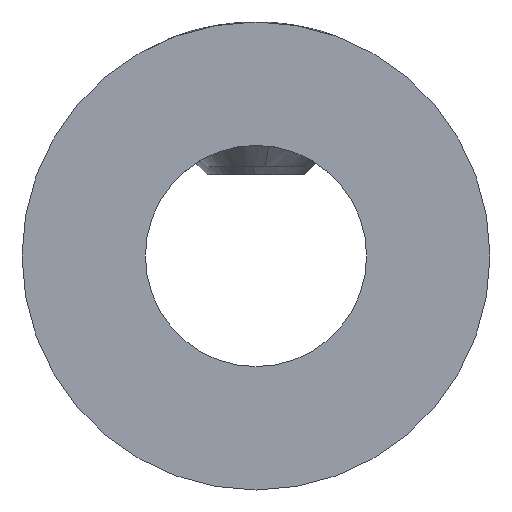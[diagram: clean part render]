
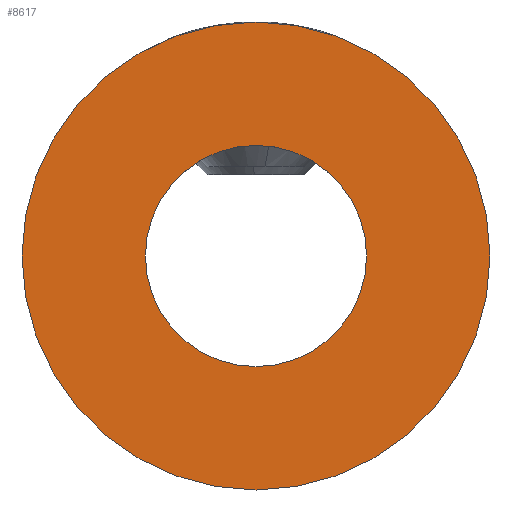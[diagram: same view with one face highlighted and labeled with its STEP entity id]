
A CAD part, front view. The second image highlights one B-rep face of the part: STEP entity #8617.
In plain terms, the highlighted planar face has unit normal (0, -1, 0).
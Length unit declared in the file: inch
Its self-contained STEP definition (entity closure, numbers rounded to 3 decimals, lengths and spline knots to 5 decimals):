
#625 = VERTEX_POINT ( 'NONE', #4873 ) ;
#1427 = DIRECTION ( 'NONE',  ( 0., -1., 0. ) ) ;
#1560 = DIRECTION ( 'NONE',  ( 0., -1., 0. ) ) ;
#1755 = ORIENTED_EDGE ( 'NONE', *, *, #6460, .F. ) ;
#1832 = DIRECTION ( 'NONE',  ( 0., 0., 1. ) ) ;
#2179 = AXIS2_PLACEMENT_3D ( 'NONE', #2933, #1427, #5464 ) ;
#2301 = AXIS2_PLACEMENT_3D ( 'NONE', #8490, #6956, #7718 ) ;
#2726 = EDGE_LOOP ( 'NONE', ( #1755, #4795 ) ) ;
#2933 = CARTESIAN_POINT ( 'NONE',  ( 0., 0., 0. ) ) ;
#3108 = DIRECTION ( 'NONE',  ( 0., 0., -1. ) ) ;
#3381 = ORIENTED_EDGE ( 'NONE', *, *, #9579, .F. ) ;
#3656 = FACE_OUTER_BOUND ( 'NONE', #2726, .T. ) ;
#4193 = DIRECTION ( 'NONE',  ( 0., 1., 0. ) ) ;
#4381 = CARTESIAN_POINT ( 'NONE',  ( 0., 0., 0. ) ) ;
#4420 = VERTEX_POINT ( 'NONE', #7570 ) ;
#4795 = ORIENTED_EDGE ( 'NONE', *, *, #5780, .F. ) ;
#4860 = CARTESIAN_POINT ( 'NONE',  ( 0., 0., 0. ) ) ;
#4873 = CARTESIAN_POINT ( 'NONE',  ( 0., 0., -0.24985 ) ) ;
#5105 = EDGE_LOOP ( 'NONE', ( #3381, #7107 ) ) ;
#5175 = EDGE_CURVE ( 'NONE', #7037, #9450, #6097, .T. ) ;
#5187 = CIRCLE ( 'NONE', #7536, 0.11811 ) ;
#5327 = PLANE ( 'NONE',  #5678 ) ;
#5464 = DIRECTION ( 'NONE',  ( 0., 0., -1. ) ) ;
#5678 = AXIS2_PLACEMENT_3D ( 'NONE', #4381, #10344, #10192 ) ;
#5780 = EDGE_CURVE ( 'NONE', #4420, #625, #8015, .T. ) ;
#6097 = CIRCLE ( 'NONE', #2179, 0.11811 ) ;
#6460 = EDGE_CURVE ( 'NONE', #625, #4420, #9507, .T. ) ;
#6622 = CARTESIAN_POINT ( 'NONE',  ( 0., 0., -0.11811 ) ) ;
#6956 = DIRECTION ( 'NONE',  ( 0., 1., 0. ) ) ;
#7037 = VERTEX_POINT ( 'NONE', #6622 ) ;
#7107 = ORIENTED_EDGE ( 'NONE', *, *, #5175, .F. ) ;
#7536 = AXIS2_PLACEMENT_3D ( 'NONE', #4860, #1560, #3108 ) ;
#7570 = CARTESIAN_POINT ( 'NONE',  ( 0., 0., 0.24985 ) ) ;
#7718 = DIRECTION ( 'NONE',  ( 0., 0., 1. ) ) ;
#7798 = CARTESIAN_POINT ( 'NONE',  ( 0., 0., 0.11811 ) ) ;
#8015 = CIRCLE ( 'NONE', #8757, 0.24985 ) ;
#8392 = CARTESIAN_POINT ( 'NONE',  ( 0., 0., 0. ) ) ;
#8490 = CARTESIAN_POINT ( 'NONE',  ( 0., 0., 0. ) ) ;
#8617 = ADVANCED_FACE ( 'NONE', ( #10268, #3656 ), #5327, .F. ) ;
#8757 = AXIS2_PLACEMENT_3D ( 'NONE', #8392, #4193, #1832 ) ;
#9450 = VERTEX_POINT ( 'NONE', #7798 ) ;
#9507 = CIRCLE ( 'NONE', #2301, 0.24985 ) ;
#9579 = EDGE_CURVE ( 'NONE', #9450, #7037, #5187, .T. ) ;
#10192 = DIRECTION ( 'NONE',  ( 0., 0., 1. ) ) ;
#10268 = FACE_BOUND ( 'NONE', #5105, .T. ) ;
#10344 = DIRECTION ( 'NONE',  ( 0., 1., 0. ) ) ;
